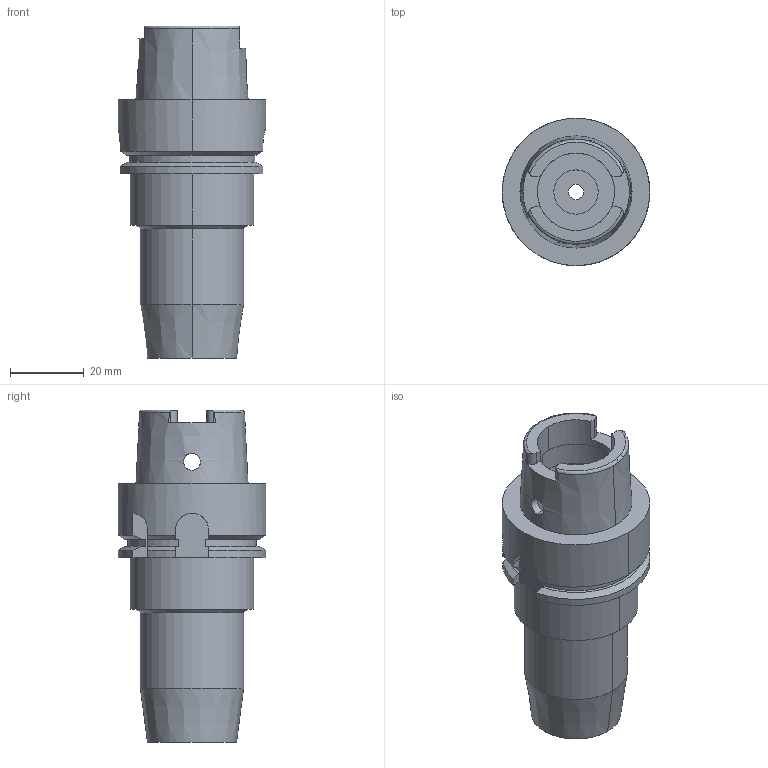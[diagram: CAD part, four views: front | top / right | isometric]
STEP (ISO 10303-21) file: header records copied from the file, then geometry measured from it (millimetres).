
FILE_DESCRIPTION((''),'2;1');
FILE_NAME('HSK-A40-HDC8-70','2018-03-01T',('ykawabe'),(''),'CREO PARAMETRIC BY PTC INC, 2016380','CREO PARAMETRIC BY PTC INC, 2016380','');
FILE_SCHEMA(('AUTOMOTIVE_DESIGN { 1 0 10303 214 1 1 1 1 }'));
Length unit declared in the file: millimetre
Products named in the file (1): HSK-A40-HDC8-70
Bounding box: 40 x 40 x 90 mm (x, y, z)
Volume: 55682.3 mm3; surface area: 15049.6 mm2
Topology: 1 solids, 1 shells, 97 faces, 274 edges, 183 vertices
Faces by surface type: cylinder 40, plane 39, cone 14, torus 4
Entity records: 4446 total; most frequent: CARTESIAN_POINT 847, DIRECTION 551, ORIENTED_EDGE 548, PRESENTATION_STYLE_ASSIGNMENT 279, STYLED_ITEM 279, CURVE_STYLE 278, EDGE_CURVE 274, AXIS2_PLACEMENT_3D 215
